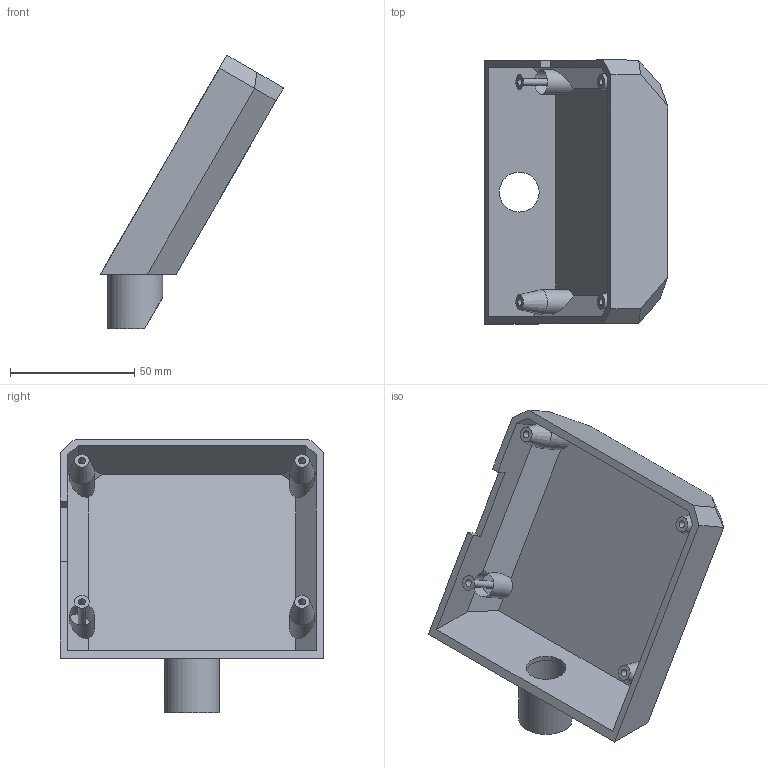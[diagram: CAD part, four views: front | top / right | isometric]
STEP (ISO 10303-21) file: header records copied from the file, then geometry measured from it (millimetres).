
FILE_DESCRIPTION(/* description */ (''),/* implementation_level */ '2;1');
FILE_NAME(/* name */ '12864 Rear Cover.step',/* time_stamp */ '2018-04-15T14:35:04+02:00',/* author */ (''),/* organization */ (''),/* preprocessor_version */ 'ST-DEVELOPER v16.13',/* originating_system */ 'Autodesk Translation Framework v6.5.0.72',/* authorisation */ '');
FILE_SCHEMA (('AUTOMOTIVE_DESIGN { 1 0 10303 214 3 1 1 }'));
Length unit declared in the file: millimetre
Products named in the file (1): 12864 Rear Cover
Bounding box: 73.64 x 106 x 110.04 mm (x, y, z)
Volume: 58037.3 mm3; surface area: 41113.6 mm2
Topology: 1 solids, 1 shells, 345 faces, 929 edges, 617 vertices
Faces by surface type: plane 264, bspline 66, cylinder 11, cone 4
Full cylindrical faces by diameter (mm): 2.8 x4, 10 x4, 16 x1, 18 x1, 22 x1
Entity records: 11314 total; most frequent: CARTESIAN_POINT 3018, ORIENTED_EDGE 1858, DIRECTION 1397, EDGE_CURVE 929, LINE 755, VECTOR 755, VERTEX_POINT 617, EDGE_LOOP 378
